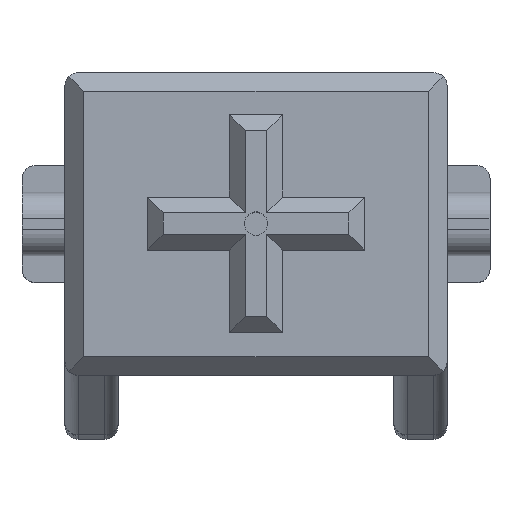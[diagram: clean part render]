
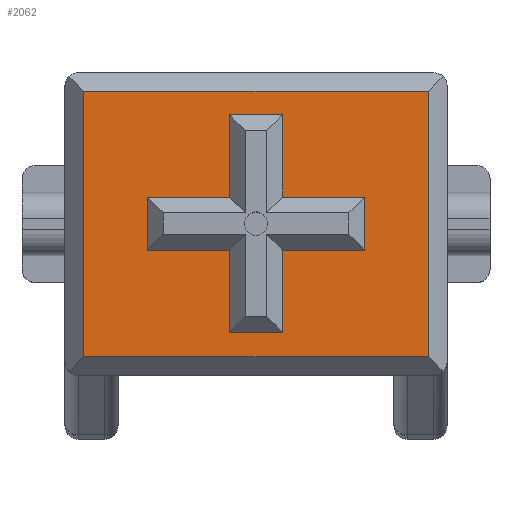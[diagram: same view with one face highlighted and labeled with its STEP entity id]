
A CAD part, top view. The second image highlights one B-rep face of the part: STEP entity #2062.
In plain terms, the highlighted planar face has unit normal (0, 0, 1).
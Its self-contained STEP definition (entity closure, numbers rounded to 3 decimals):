
#20=FACE_BOUND('',#318,.T.);
#82=PLANE('',#2264);
#198=FACE_OUTER_BOUND('',#317,.T.);
#317=EDGE_LOOP('',(#1700,#1701,#1702,#1703));
#318=EDGE_LOOP('',(#1704,#1705,#1706,#1707,#1708,#1709,#1710,#1711,#1712,
#1713,#1714,#1715));
#430=LINE('',#3115,#658);
#466=LINE('',#3222,#694);
#468=LINE('',#3227,#696);
#493=LINE('',#3318,#721);
#504=LINE('',#3340,#732);
#505=LINE('',#3342,#733);
#506=LINE('',#3344,#734);
#507=LINE('',#3346,#735);
#508=LINE('',#3348,#736);
#509=LINE('',#3350,#737);
#510=LINE('',#3352,#738);
#511=LINE('',#3354,#739);
#512=LINE('',#3356,#740);
#513=LINE('',#3358,#741);
#514=LINE('',#3360,#742);
#515=LINE('',#3361,#743);
#658=VECTOR('',#2493,10.);
#694=VECTOR('',#2591,10.);
#696=VECTOR('',#2597,10.);
#721=VECTOR('',#2714,10.);
#732=VECTOR('',#2731,10.);
#733=VECTOR('',#2732,10.);
#734=VECTOR('',#2733,10.);
#735=VECTOR('',#2734,10.);
#736=VECTOR('',#2735,10.);
#737=VECTOR('',#2736,10.);
#738=VECTOR('',#2737,10.);
#739=VECTOR('',#2738,10.);
#740=VECTOR('',#2739,10.);
#741=VECTOR('',#2740,10.);
#742=VECTOR('',#2741,10.);
#743=VECTOR('',#2742,10.);
#936=VERTEX_POINT('',#3112);
#937=VERTEX_POINT('',#3114);
#976=VERTEX_POINT('',#3219);
#977=VERTEX_POINT('',#3221);
#1005=VERTEX_POINT('',#3338);
#1006=VERTEX_POINT('',#3339);
#1007=VERTEX_POINT('',#3341);
#1008=VERTEX_POINT('',#3343);
#1009=VERTEX_POINT('',#3345);
#1010=VERTEX_POINT('',#3347);
#1011=VERTEX_POINT('',#3349);
#1012=VERTEX_POINT('',#3351);
#1013=VERTEX_POINT('',#3353);
#1014=VERTEX_POINT('',#3355);
#1015=VERTEX_POINT('',#3357);
#1016=VERTEX_POINT('',#3359);
#1145=EDGE_CURVE('',#936,#937,#430,.T.);
#1199=EDGE_CURVE('',#976,#977,#466,.T.);
#1202=EDGE_CURVE('',#937,#976,#468,.T.);
#1249=EDGE_CURVE('',#977,#936,#493,.T.);
#1260=EDGE_CURVE('',#1005,#1006,#504,.T.);
#1261=EDGE_CURVE('',#1006,#1007,#505,.T.);
#1262=EDGE_CURVE('',#1007,#1008,#506,.T.);
#1263=EDGE_CURVE('',#1008,#1009,#507,.T.);
#1264=EDGE_CURVE('',#1009,#1010,#508,.T.);
#1265=EDGE_CURVE('',#1010,#1011,#509,.T.);
#1266=EDGE_CURVE('',#1011,#1012,#510,.T.);
#1267=EDGE_CURVE('',#1012,#1013,#511,.T.);
#1268=EDGE_CURVE('',#1013,#1014,#512,.T.);
#1269=EDGE_CURVE('',#1014,#1015,#513,.T.);
#1270=EDGE_CURVE('',#1015,#1016,#514,.T.);
#1271=EDGE_CURVE('',#1016,#1005,#515,.T.);
#1700=ORIENTED_EDGE('',*,*,#1202,.F.);
#1701=ORIENTED_EDGE('',*,*,#1145,.F.);
#1702=ORIENTED_EDGE('',*,*,#1249,.F.);
#1703=ORIENTED_EDGE('',*,*,#1199,.F.);
#1704=ORIENTED_EDGE('',*,*,#1260,.T.);
#1705=ORIENTED_EDGE('',*,*,#1261,.T.);
#1706=ORIENTED_EDGE('',*,*,#1262,.T.);
#1707=ORIENTED_EDGE('',*,*,#1263,.T.);
#1708=ORIENTED_EDGE('',*,*,#1264,.T.);
#1709=ORIENTED_EDGE('',*,*,#1265,.T.);
#1710=ORIENTED_EDGE('',*,*,#1266,.T.);
#1711=ORIENTED_EDGE('',*,*,#1267,.T.);
#1712=ORIENTED_EDGE('',*,*,#1268,.T.);
#1713=ORIENTED_EDGE('',*,*,#1269,.T.);
#1714=ORIENTED_EDGE('',*,*,#1270,.T.);
#1715=ORIENTED_EDGE('',*,*,#1271,.T.);
#2062=ADVANCED_FACE('',(#198,#20),#82,.T.);
#2264=AXIS2_PLACEMENT_3D('',#3337,#2729,#2730);
#2493=DIRECTION('',(1.,0.,0.));
#2591=DIRECTION('',(-1.,0.,0.));
#2597=DIRECTION('',(0.,-1.,0.));
#2714=DIRECTION('',(0.,1.,0.));
#2729=DIRECTION('center_axis',(0.,0.,1.));
#2730=DIRECTION('ref_axis',(1.,0.,0.));
#2731=DIRECTION('',(0.,-1.,0.));
#2732=DIRECTION('',(-1.,0.,0.));
#2733=DIRECTION('',(0.,-1.,0.));
#2734=DIRECTION('',(-1.,0.,0.));
#2735=DIRECTION('',(0.,1.,0.));
#2736=DIRECTION('',(-1.,0.,0.));
#2737=DIRECTION('',(0.,1.,0.));
#2738=DIRECTION('',(1.,0.,0.));
#2739=DIRECTION('',(0.,1.,0.));
#2740=DIRECTION('',(1.,0.,0.));
#2741=DIRECTION('',(0.,-1.,0.));
#2742=DIRECTION('',(1.,0.,0.));
#3112=CARTESIAN_POINT('',(0.35,5.35,6.3));
#3114=CARTESIAN_POINT('',(6.85,5.35,6.3));
#3115=CARTESIAN_POINT('',(5.4,5.35,6.3));
#3219=CARTESIAN_POINT('',(6.85,0.35,6.3));
#3221=CARTESIAN_POINT('',(0.35,0.35,6.3));
#3222=CARTESIAN_POINT('',(1.8,0.35,6.3));
#3227=CARTESIAN_POINT('',(6.85,1.425,6.3));
#3318=CARTESIAN_POINT('',(0.35,4.275,6.3));
#3337=CARTESIAN_POINT('Origin',(3.6,2.85,6.3));
#3338=CARTESIAN_POINT('',(5.65,3.35,6.3));
#3339=CARTESIAN_POINT('',(5.65,2.35,6.3));
#3340=CARTESIAN_POINT('',(5.65,2.6,6.3));
#3341=CARTESIAN_POINT('',(4.1,2.35,6.3));
#3342=CARTESIAN_POINT('',(3.85,2.35,6.3));
#3343=CARTESIAN_POINT('',(4.1,0.8,6.3));
#3344=CARTESIAN_POINT('',(4.1,1.825,6.3));
#3345=CARTESIAN_POINT('',(3.1,0.8,6.3));
#3346=CARTESIAN_POINT('',(3.35,0.8,6.3));
#3347=CARTESIAN_POINT('',(3.1,2.35,6.3));
#3348=CARTESIAN_POINT('',(3.1,2.6,6.3));
#3349=CARTESIAN_POINT('',(1.55,2.35,6.3));
#3350=CARTESIAN_POINT('',(2.575,2.35,6.3));
#3351=CARTESIAN_POINT('',(1.55,3.35,6.3));
#3352=CARTESIAN_POINT('',(1.55,3.1,6.3));
#3353=CARTESIAN_POINT('',(3.1,3.35,6.3));
#3354=CARTESIAN_POINT('',(3.35,3.35,6.3));
#3355=CARTESIAN_POINT('',(3.1,4.9,6.3));
#3356=CARTESIAN_POINT('',(3.1,3.875,6.3));
#3357=CARTESIAN_POINT('',(4.1,4.9,6.3));
#3358=CARTESIAN_POINT('',(3.85,4.9,6.3));
#3359=CARTESIAN_POINT('',(4.1,3.35,6.3));
#3360=CARTESIAN_POINT('',(4.1,3.1,6.3));
#3361=CARTESIAN_POINT('',(4.625,3.35,6.3));
